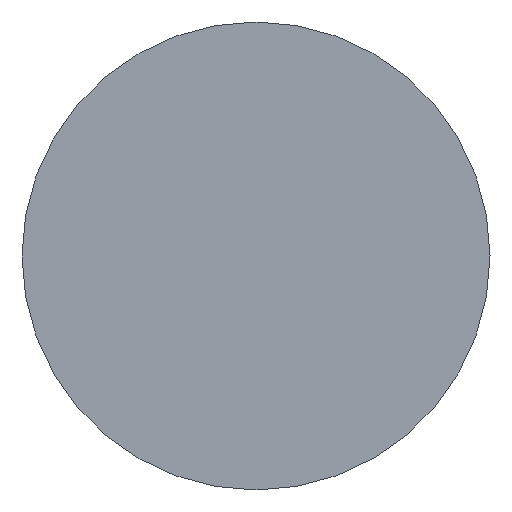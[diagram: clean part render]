
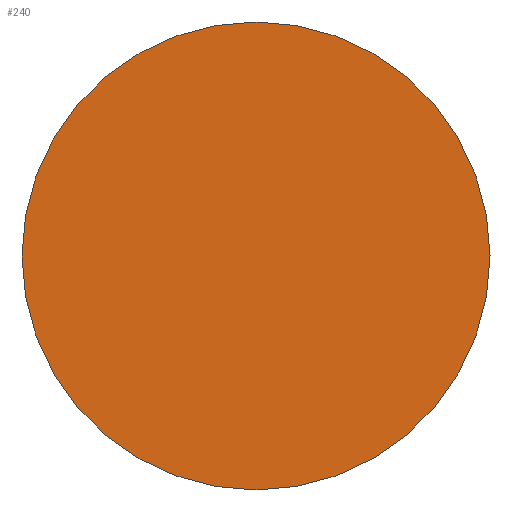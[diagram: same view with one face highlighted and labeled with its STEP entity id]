
A CAD part, front view. The second image highlights one B-rep face of the part: STEP entity #240.
In plain terms, the highlighted planar face has unit normal (0, -1, 0).
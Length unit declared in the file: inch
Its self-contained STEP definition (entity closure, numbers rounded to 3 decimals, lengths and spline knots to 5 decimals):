
#42 = DIRECTION ( 'NONE',  ( 0., 0., -1. ) ) ;
#52 = DIRECTION ( 'NONE',  ( 0., -1., 0. ) ) ;
#69 = PLANE ( 'NONE',  #397 ) ;
#74 = FACE_OUTER_BOUND ( 'NONE', #315, .T. ) ;
#81 = AXIS2_PLACEMENT_3D ( 'NONE', #373, #198, #371 ) ;
#85 = CARTESIAN_POINT ( 'NONE',  ( 0., 0., 0. ) ) ;
#89 = VERTEX_POINT ( 'NONE', #133 ) ;
#133 = CARTESIAN_POINT ( 'NONE',  ( 0., 0., -0.125 ) ) ;
#148 = EDGE_CURVE ( 'NONE', #254, #89, #159, .T. ) ;
#159 = CIRCLE ( 'NONE', #81, 0.125 ) ;
#164 = AXIS2_PLACEMENT_3D ( 'NONE', #85, #52, #287 ) ;
#198 = DIRECTION ( 'NONE',  ( 0., -1., 0. ) ) ;
#226 = DIRECTION ( 'NONE',  ( 0., -1., 0. ) ) ;
#240 = ADVANCED_FACE ( 'NONE', ( #74 ), #69, .T. ) ;
#254 = VERTEX_POINT ( 'NONE', #326 ) ;
#287 = DIRECTION ( 'NONE',  ( 0., 0., -1. ) ) ;
#301 = CIRCLE ( 'NONE', #164, 0.125 ) ;
#315 = EDGE_LOOP ( 'NONE', ( #329, #461 ) ) ;
#326 = CARTESIAN_POINT ( 'NONE',  ( 0., 0., 0.125 ) ) ;
#329 = ORIENTED_EDGE ( 'NONE', *, *, #379, .T. ) ;
#371 = DIRECTION ( 'NONE',  ( 0., 0., -1. ) ) ;
#373 = CARTESIAN_POINT ( 'NONE',  ( 0., 0., 0. ) ) ;
#379 = EDGE_CURVE ( 'NONE', #89, #254, #301, .T. ) ;
#397 = AXIS2_PLACEMENT_3D ( 'NONE', #401, #226, #42 ) ;
#401 = CARTESIAN_POINT ( 'NONE',  ( 0., 0., 0. ) ) ;
#461 = ORIENTED_EDGE ( 'NONE', *, *, #148, .T. ) ;
